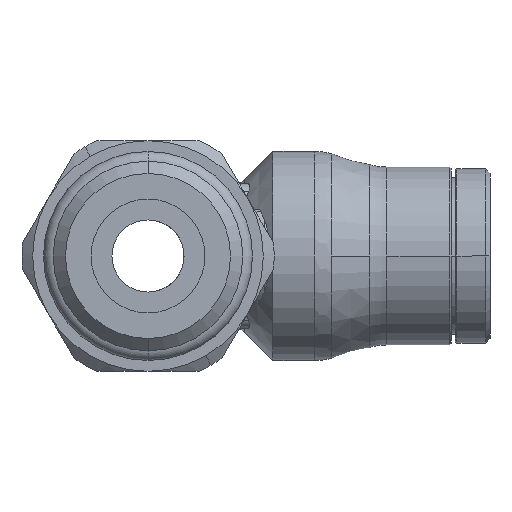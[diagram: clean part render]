
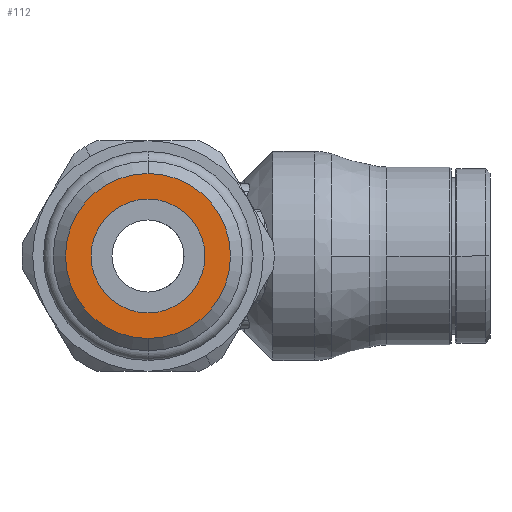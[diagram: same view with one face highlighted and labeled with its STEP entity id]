
A CAD part, left-side view. The second image highlights one B-rep face of the part: STEP entity #112.
In plain terms, the highlighted planar face has unit normal (-1, 0, 0).
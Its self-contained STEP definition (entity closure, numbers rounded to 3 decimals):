
#112=ADVANCED_FACE('',(#382,#383),#384,.T.);
#382=FACE_BOUND('',#797,.T.);
#383=FACE_OUTER_BOUND('',#798,.T.);
#384=PLANE('',#799);
#797=EDGE_LOOP('',(#1609,#1610));
#798=EDGE_LOOP('',(#1611,#1612));
#799=AXIS2_PLACEMENT_3D('',#1613,#1614,#1615);
#1609=ORIENTED_EDGE('',*,*,#2935,.T.);
#1610=ORIENTED_EDGE('',*,*,#2965,.T.);
#1611=ORIENTED_EDGE('',*,*,#2926,.F.);
#1612=ORIENTED_EDGE('',*,*,#2970,.F.);
#1613=CARTESIAN_POINT('',(-33.0,0.0,2.861));
#1614=DIRECTION('',(-1.0,0.,0.));
#1615=DIRECTION('',(0.,0.0,-1.0));
#2926=EDGE_CURVE('',#3628,#3630,#3631,.T.);
#2935=EDGE_CURVE('',#3646,#3643,#3647,.T.);
#2965=EDGE_CURVE('',#3643,#3646,#3694,.T.);
#2970=EDGE_CURVE('',#3630,#3628,#3699,.T.);
#3628=VERTEX_POINT('',#5119);
#3630=VERTEX_POINT('',#5122);
#3631=CIRCLE('',#5123,5.723);
#3643=VERTEX_POINT('',#5138);
#3646=VERTEX_POINT('',#5142);
#3647=CIRCLE('',#5143,3.947);
#3694=CIRCLE('',#5201,3.947);
#3699=CIRCLE('',#5206,5.723);
#5119=CARTESIAN_POINT('',(-33.0,0.0,5.723));
#5122=CARTESIAN_POINT('',(-33.0,0.,-5.723));
#5123=AXIS2_PLACEMENT_3D('',#6839,#6840,#6841);
#5138=CARTESIAN_POINT('',(-33.0,0.,3.947));
#5142=CARTESIAN_POINT('',(-33.0,0.,-3.947));
#5143=AXIS2_PLACEMENT_3D('',#6858,#6859,#6860);
#5201=AXIS2_PLACEMENT_3D('',#6926,#6927,#6928);
#5206=AXIS2_PLACEMENT_3D('',#6941,#6942,#6943);
#6839=CARTESIAN_POINT('',(-33.0,0.0,0.));
#6840=DIRECTION('',(1.0,0.,0.));
#6841=DIRECTION('',(0.,0.,1.0));
#6858=CARTESIAN_POINT('',(-33.0,0.0,0.));
#6859=DIRECTION('',(1.0,0.,0.));
#6860=DIRECTION('',(0.,0.,1.0));
#6926=CARTESIAN_POINT('',(-33.0,0.0,0.));
#6927=DIRECTION('',(1.0,0.,0.));
#6928=DIRECTION('',(0.,0.,1.0));
#6941=CARTESIAN_POINT('',(-33.0,0.0,0.));
#6942=DIRECTION('',(1.0,0.,0.));
#6943=DIRECTION('',(0.,0.,1.0));
